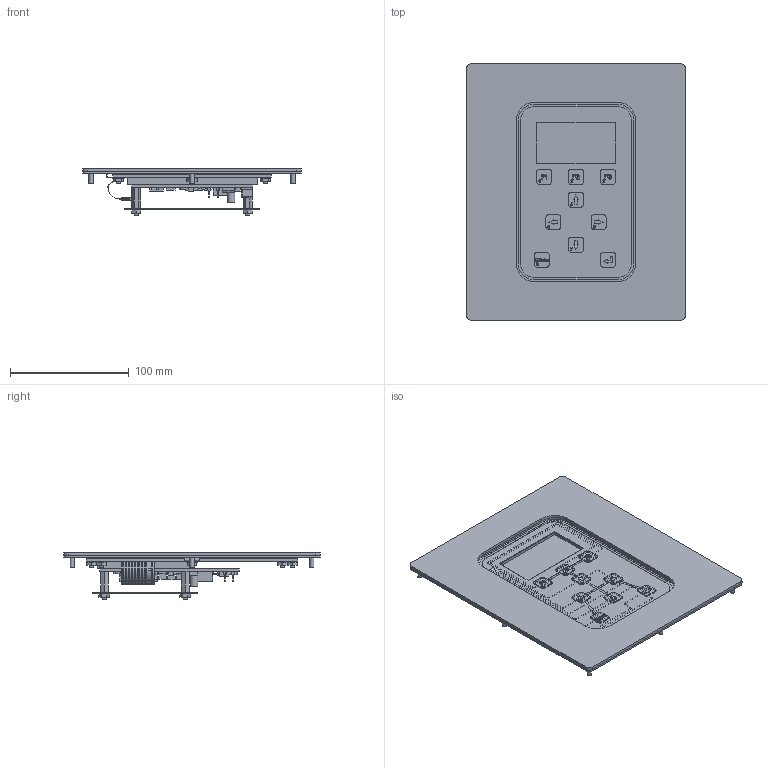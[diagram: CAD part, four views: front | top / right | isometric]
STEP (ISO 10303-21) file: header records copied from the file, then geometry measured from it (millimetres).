
FILE_DESCRIPTION(/* description */ (''),/* implementation_level */ '2;1');
FILE_NAME(/* name */ 'MAG-KEYPAD-DOOR-NEMA4.stp',/* time_stamp */ '2022-11-23T15:56:38-05:00',/* author */ ('mjeter'),/* organization */ ('unknown'),/* preprocessor_version */ 'ST-DEVELOPER v19',/* originating_system */ 'Autodesk Inventor 2023',/* authorisation */ '');
FILE_SCHEMA (('AUTOMOTIVE_DESIGN { 1 0 10303 214 3 1 1 }'));
Products named in the file (1): MAG-KEYPAD-DOOR-NEMA4
Bounding box: 184.15 x 215.9 x 39.09 mm (x, y, z)
Volume: 279227.6 mm3; surface area: 460506.9 mm2
Topology: 161 solids, 161 shells, 3999 faces, 10885 edges, 7232 vertices
Faces by surface type: plane 3395, cylinder 604
Full cylindrical faces by diameter (mm): 2.386 x1, 3.137 x4, 3.492 x2, 3.505 x52, 3.607 x7, 3.912 x1, 3.975 x7, 4.293 x16, 4.445 x48, 6.147 x7, 6.604 x1, 9.601 x1, 10.16 x4
Entity records: 125225 total; most frequent: CARTESIAN_POINT 22116, ORIENTED_EDGE 21768, DIRECTION 20100, EDGE_CURVE 10884, LINE 9668, VECTOR 9668, VERTEX_POINT 7230, AXIS2_PLACEMENT_3D 5216
